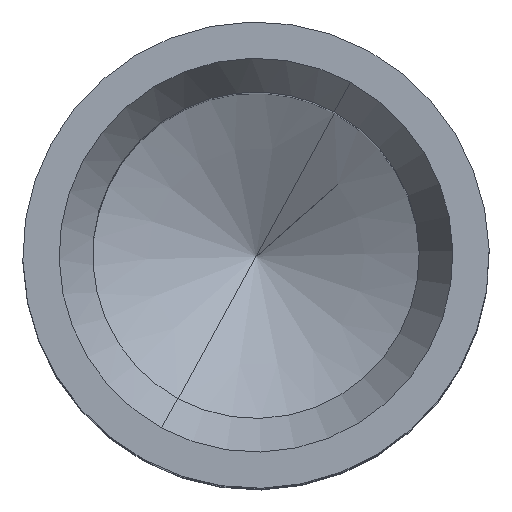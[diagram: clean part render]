
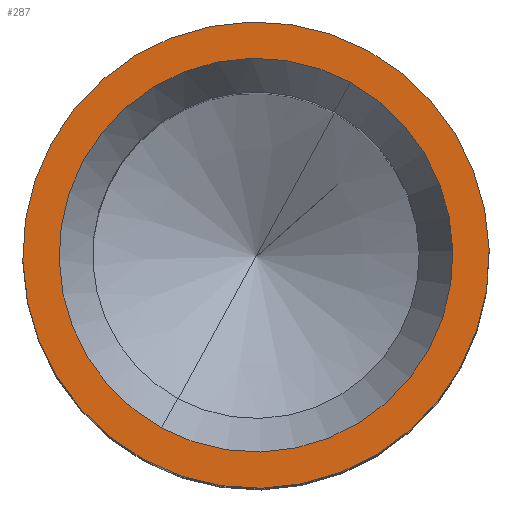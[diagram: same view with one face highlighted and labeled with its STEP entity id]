
A CAD part, top view. The second image highlights one B-rep face of the part: STEP entity #287.
In plain terms, the highlighted planar face has unit normal (0, 0, 1).
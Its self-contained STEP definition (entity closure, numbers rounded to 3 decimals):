
#120=AXIS2_PLACEMENT_3D('Circle Axis2P3D',#118,#119,$) ;
#258=AXIS2_PLACEMENT_3D('Plane Axis2P3D',#255,#256,#257) ;
#262=AXIS2_PLACEMENT_3D('Circle Axis2P3D',#260,#261,$) ;
#271=AXIS2_PLACEMENT_3D('Circle Axis2P3D',#269,#270,$) ;
#280=AXIS2_PLACEMENT_3D('Circle Axis2P3D',#278,#279,$) ;
#118=CARTESIAN_POINT('Axis2P3D Location',(2.25,2.25,25.)) ;
#122=CARTESIAN_POINT('Vertex',(1.339,0.583,25.)) ;
#124=CARTESIAN_POINT('Vertex',(3.161,3.917,25.)) ;
#255=CARTESIAN_POINT('Axis2P3D Location',(2.25,4.15,25.)) ;
#260=CARTESIAN_POINT('Axis2P3D Location',(2.25,2.25,25.)) ;
#264=CARTESIAN_POINT('Vertex',(3.329,4.225,25.)) ;
#266=CARTESIAN_POINT('Vertex',(1.171,0.275,25.)) ;
#269=CARTESIAN_POINT('Axis2P3D Location',(2.25,2.25,25.)) ;
#278=CARTESIAN_POINT('Axis2P3D Location',(2.25,2.25,25.)) ;
#119=DIRECTION('Axis2P3D Direction',(0.,-0.,1.)) ;
#256=DIRECTION('Axis2P3D Direction',(0.,0.,-1.)) ;
#257=DIRECTION('Axis2P3D XDirection',(1.,0.,0.)) ;
#261=DIRECTION('Axis2P3D Direction',(0.,0.,-1.)) ;
#270=DIRECTION('Axis2P3D Direction',(0.,0.,-1.)) ;
#279=DIRECTION('Axis2P3D Direction',(0.,0.,-1.)) ;
#275=ORIENTED_EDGE('',*,*,#268,.F.) ;
#276=ORIENTED_EDGE('',*,*,#273,.F.) ;
#284=ORIENTED_EDGE('',*,*,#126,.T.) ;
#285=ORIENTED_EDGE('',*,*,#282,.T.) ;
#286=FACE_BOUND('',#283,.T.) ;
#287=ADVANCED_FACE('38350_HDC-C-HE-S-XX',(#277,#286),#259,.F.) ;
#121=CIRCLE('generated circle',#120,1.9) ;
#263=CIRCLE('generated circle',#262,2.25) ;
#272=CIRCLE('generated circle',#271,2.25) ;
#281=CIRCLE('generated circle',#280,1.9) ;
#126=EDGE_CURVE('',#123,#125,#121,.F.) ;
#268=EDGE_CURVE('',#265,#267,#263,.T.) ;
#273=EDGE_CURVE('',#267,#265,#272,.T.) ;
#282=EDGE_CURVE('',#125,#123,#281,.T.) ;
#274=EDGE_LOOP('',(#275,#276)) ;
#283=EDGE_LOOP('',(#284,#285)) ;
#277=FACE_OUTER_BOUND('',#274,.T.) ;
#259=PLANE('',#258) ;
#123=VERTEX_POINT('',#122) ;
#125=VERTEX_POINT('',#124) ;
#265=VERTEX_POINT('',#264) ;
#267=VERTEX_POINT('',#266) ;
